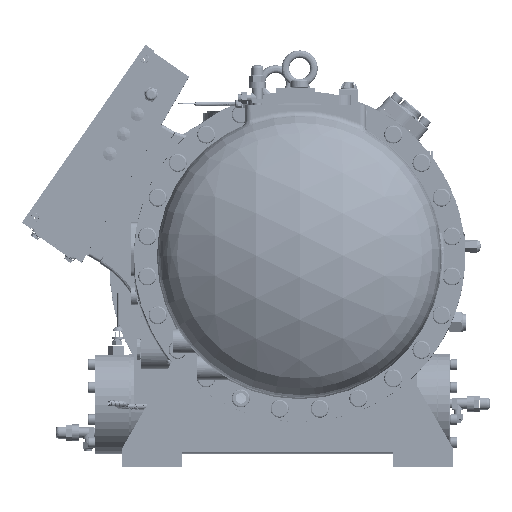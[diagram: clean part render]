
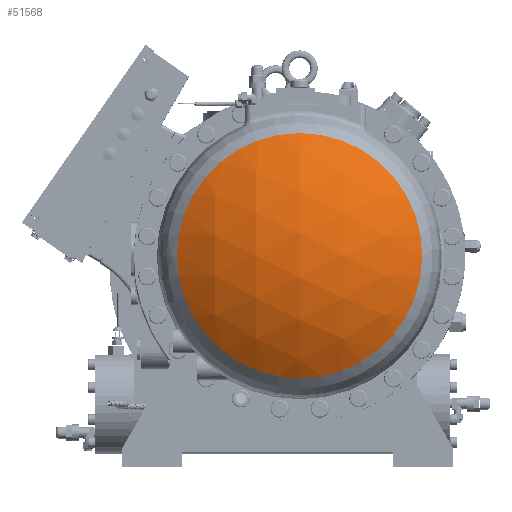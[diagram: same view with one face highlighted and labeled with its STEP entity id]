
A CAD part, top view. The second image highlights one B-rep face of the part: STEP entity #51568.
In plain terms, the highlighted spherical face has radius 354 mm.
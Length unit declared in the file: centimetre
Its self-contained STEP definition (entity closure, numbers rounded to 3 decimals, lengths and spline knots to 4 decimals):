
#1607=SPHERICAL_SURFACE('',#54736,35.4);
#12695=CIRCLE('',#54732,20.355);
#15713=FACE_OUTER_BOUND('',#18166,.T.);
#18166=EDGE_LOOP('',(#38386));
#22725=VERTEX_POINT('',#77173);
#29642=EDGE_CURVE('',#22725,#22725,#12695,.T.);
#38386=ORIENTED_EDGE('',*,*,#29642,.F.);
#51568=ADVANCED_FACE('',(#15713),#1607,.T.);
#54732=AXIS2_PLACEMENT_3D('',#77174,#60198,#60199);
#54736=AXIS2_PLACEMENT_3D('',#77328,#60206,#60207);
#60198=DIRECTION('center_axis',(0.,0.,
-1.));
#60199=DIRECTION('ref_axis',(-1.,0.,0.));
#60206=DIRECTION('center_axis',(1.,0.,0.));
#60207=DIRECTION('ref_axis',(0.,1.,0.));
#77173=CARTESIAN_POINT('',(-8.803,-17.955,69.7126));
#77174=CARTESIAN_POINT('Origin',(-8.803,2.4,69.7126));
#77328=CARTESIAN_POINT('Origin',(-8.803,2.4,40.75));
